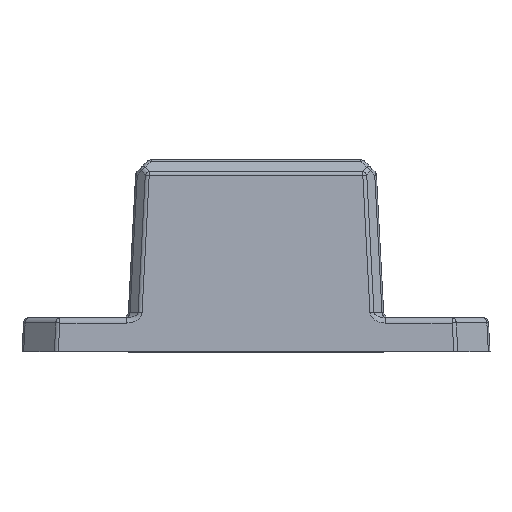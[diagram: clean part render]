
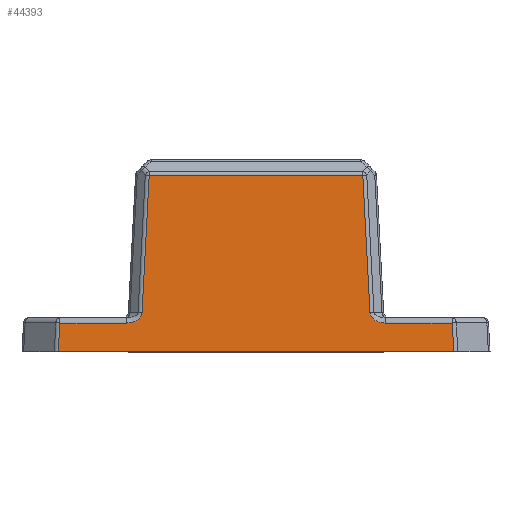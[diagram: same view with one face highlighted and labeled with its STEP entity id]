
A CAD part, top view. The second image highlights one B-rep face of the part: STEP entity #44393.
In plain terms, the highlighted planar face has unit normal (0, 0.052, 0.999).
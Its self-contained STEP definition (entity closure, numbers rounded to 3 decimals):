
#88 = VECTOR ( 'NONE', #17760, 1000. ) ;
#479 = CARTESIAN_POINT ( 'NONE',  ( 11.472, -10.974, 7.368 ) ) ;
#1056 = VECTOR ( 'NONE', #30303, 1000. ) ;
#1973 = VERTEX_POINT ( 'NONE', #42468 ) ;
#2121 = EDGE_CURVE ( 'NONE', #17952, #5641, #32238, .T. ) ;
#2183 = EDGE_CURVE ( 'NONE', #17952, #5935, #9204, .T. ) ;
#3025 = AXIS2_PLACEMENT_3D ( 'NONE', #33938, #40895, #26952 ) ;
#4958 = VECTOR ( 'NONE', #14051, 1000. ) ;
#5567 = VECTOR ( 'NONE', #11563, 1000. ) ;
#5641 = VERTEX_POINT ( 'NONE', #5767 ) ;
#5767 = CARTESIAN_POINT ( 'NONE',  ( 9.47, 2.138, 6.68 ) ) ;
#5935 = VERTEX_POINT ( 'NONE', #8314 ) ;
#6402 = DIRECTION ( 'NONE',  ( -1., 0., 0. ) ) ;
#7169 = DIRECTION ( 'NONE',  ( -1., 0., 0. ) ) ;
#8002 = DIRECTION ( 'NONE',  ( 1., 0., 0. ) ) ;
#8314 = CARTESIAN_POINT ( 'NONE',  ( 11.472, -10.974, 7.368 ) ) ;
#8641 = ORIENTED_EDGE ( 'NONE', *, *, #2183, .F. ) ;
#9204 =( BOUNDED_CURVE ( )  B_SPLINE_CURVE ( 3, ( #21183, #10955, #42312, #479 ),
 .UNSPECIFIED., .F., .T. ) 
 B_SPLINE_CURVE_WITH_KNOTS ( ( 4, 4 ),
 ( 3.142, 4.639 ),
 .UNSPECIFIED. ) 
 CURVE ( )  GEOMETRIC_REPRESENTATION_ITEM ( )  RATIONAL_B_SPLINE_CURVE ( ( 1., 0.822, 0.822, 1. ) ) 
 REPRESENTATION_ITEM ( '' )  );
#9508 = EDGE_CURVE ( 'NONE', #40488, #1973, #42469, .T. ) ;
#9783 = VECTOR ( 'NONE', #6402, 1000. ) ;
#10239 = CARTESIAN_POINT ( 'NONE',  ( -9.47, 2.138, 6.68 ) ) ;
#10461 = CARTESIAN_POINT ( 'NONE',  ( -10.137, -10.598, 7.348 ) ) ;
#10523 = ORIENTED_EDGE ( 'NONE', *, *, #9508, .T. ) ;
#10955 = CARTESIAN_POINT ( 'NONE',  ( 10.137, -10.598, 7.348 ) ) ;
#11563 = DIRECTION ( 'NONE',  ( -0.052, -0.997, 0.052 ) ) ;
#12023 = EDGE_CURVE ( 'NONE', #5641, #26561, #18915, .T. ) ;
#13015 = CARTESIAN_POINT ( 'NONE',  ( -17.531, -13.5, 7.5 ) ) ;
#13179 = VERTEX_POINT ( 'NONE', #13015 ) ;
#13285 = CARTESIAN_POINT ( 'NONE',  ( -11.5, 2.138, 6.68 ) ) ;
#13611 = CARTESIAN_POINT ( 'NONE',  ( -11.5, -10.974, 7.368 ) ) ;
#14051 = DIRECTION ( 'NONE',  ( -1., 0., 0. ) ) ;
#14972 = FACE_OUTER_BOUND ( 'NONE', #25559, .T. ) ;
#15771 = LINE ( 'NONE', #32076, #5567 ) ;
#16904 = LINE ( 'NONE', #27395, #26033 ) ;
#17760 = DIRECTION ( 'NONE',  ( -0.052, 0.997, -0.052 ) ) ;
#17952 = VERTEX_POINT ( 'NONE', #28357 ) ;
#18224 = LINE ( 'NONE', #34179, #1056 ) ;
#18792 = EDGE_CURVE ( 'NONE', #23276, #35453, #16904, .T. ) ;
#18915 = LINE ( 'NONE', #13285, #9783 ) ;
#20521 = CARTESIAN_POINT ( 'NONE',  ( -10.69, -10.974, 7.368 ) ) ;
#21183 = CARTESIAN_POINT ( 'NONE',  ( 10.108, -10.048, 7.319 ) ) ;
#21672 = EDGE_CURVE ( 'NONE', #40488, #37737, #42752, .T. ) ;
#22523 = CARTESIAN_POINT ( 'NONE',  ( -10.108, -10.048, 7.319 ) ) ;
#23276 = VERTEX_POINT ( 'NONE', #40162 ) ;
#23462 = ORIENTED_EDGE ( 'NONE', *, *, #21672, .F. ) ;
#24881 = ORIENTED_EDGE ( 'NONE', *, *, #32803, .T. ) ;
#25559 = EDGE_LOOP ( 'NONE', ( #37549, #31846, #24881, #8641, #26007, #35768, #44397, #23462, #10523, #39870 ) ) ;
#25989 = LINE ( 'NONE', #31515, #43186 ) ;
#26007 = ORIENTED_EDGE ( 'NONE', *, *, #2121, .T. ) ;
#26033 = VECTOR ( 'NONE', #41049, 1000. ) ;
#26561 = VERTEX_POINT ( 'NONE', #10239 ) ;
#26952 = DIRECTION ( 'NONE',  ( 0., -0.999, 0.052 ) ) ;
#27108 = CARTESIAN_POINT ( 'NONE',  ( -11.472, -10.974, 7.368 ) ) ;
#27395 = CARTESIAN_POINT ( 'NONE',  ( 17.459, -11.986, 7.421 ) ) ;
#28357 = CARTESIAN_POINT ( 'NONE',  ( 10.108, -10.048, 7.319 ) ) ;
#29505 = CARTESIAN_POINT ( 'NONE',  ( -11.472, -10.974, 7.368 ) ) ;
#30063 = VECTOR ( 'NONE', #7169, 1000. ) ;
#30303 = DIRECTION ( 'NONE',  ( -0.052, -0.997, 0.052 ) ) ;
#30523 = PLANE ( 'NONE',  #3025 ) ;
#31515 = CARTESIAN_POINT ( 'NONE',  ( -11.5, -13.5, 7.5 ) ) ;
#31846 = ORIENTED_EDGE ( 'NONE', *, *, #18792, .T. ) ;
#32076 = CARTESIAN_POINT ( 'NONE',  ( -10.293, -13.563, 7.503 ) ) ;
#32238 = LINE ( 'NONE', #34798, #88 ) ;
#32803 = EDGE_CURVE ( 'NONE', #35453, #5935, #34937, .T. ) ;
#33938 = CARTESIAN_POINT ( 'NONE',  ( -11.5, -13.5, 7.5 ) ) ;
#34179 = CARTESIAN_POINT ( 'NONE',  ( -17.515, -13.186, 7.484 ) ) ;
#34557 = CARTESIAN_POINT ( 'NONE',  ( 10.339, -10.974, 7.368 ) ) ;
#34798 = CARTESIAN_POINT ( 'NONE',  ( 10.23, -12.364, 7.44 ) ) ;
#34937 = LINE ( 'NONE', #34557, #4958 ) ;
#35453 = VERTEX_POINT ( 'NONE', #43341 ) ;
#35768 = ORIENTED_EDGE ( 'NONE', *, *, #12023, .T. ) ;
#37427 = CARTESIAN_POINT ( 'NONE',  ( -10.108, -10.048, 7.319 ) ) ;
#37549 = ORIENTED_EDGE ( 'NONE', *, *, #41291, .T. ) ;
#37737 = VERTEX_POINT ( 'NONE', #22523 ) ;
#39870 = ORIENTED_EDGE ( 'NONE', *, *, #43892, .T. ) ;
#40162 = CARTESIAN_POINT ( 'NONE',  ( 17.539, -13.5, 7.5 ) ) ;
#40488 = VERTEX_POINT ( 'NONE', #29505 ) ;
#40895 = DIRECTION ( 'NONE',  ( 0., 0.052, 0.999 ) ) ;
#41049 = DIRECTION ( 'NONE',  ( -0.052, 0.997, -0.052 ) ) ;
#41291 = EDGE_CURVE ( 'NONE', #13179, #23276, #25989, .T. ) ;
#41990 = EDGE_CURVE ( 'NONE', #26561, #37737, #15771, .T. ) ;
#42312 = CARTESIAN_POINT ( 'NONE',  ( 10.69, -10.974, 7.368 ) ) ;
#42468 = CARTESIAN_POINT ( 'NONE',  ( -17.399, -10.974, 7.368 ) ) ;
#42469 = LINE ( 'NONE', #13611, #30063 ) ;
#42752 =( BOUNDED_CURVE ( )  B_SPLINE_CURVE ( 3, ( #27108, #20521, #10461, #37427 ),
 .UNSPECIFIED., .F., .T. ) 
 B_SPLINE_CURVE_WITH_KNOTS ( ( 4, 4 ),
 ( 1.645, 3.141 ),
 .UNSPECIFIED. ) 
 CURVE ( )  GEOMETRIC_REPRESENTATION_ITEM ( )  RATIONAL_B_SPLINE_CURVE ( ( 1., 0.822, 0.822, 1. ) ) 
 REPRESENTATION_ITEM ( '' )  );
#43186 = VECTOR ( 'NONE', #8002, 1000. ) ;
#43341 = CARTESIAN_POINT ( 'NONE',  ( 17.406, -10.974, 7.368 ) ) ;
#43892 = EDGE_CURVE ( 'NONE', #1973, #13179, #18224, .T. ) ;
#44393 = ADVANCED_FACE ( 'NONE', ( #14972 ), #30523, .T. ) ;
#44397 = ORIENTED_EDGE ( 'NONE', *, *, #41990, .T. ) ;
